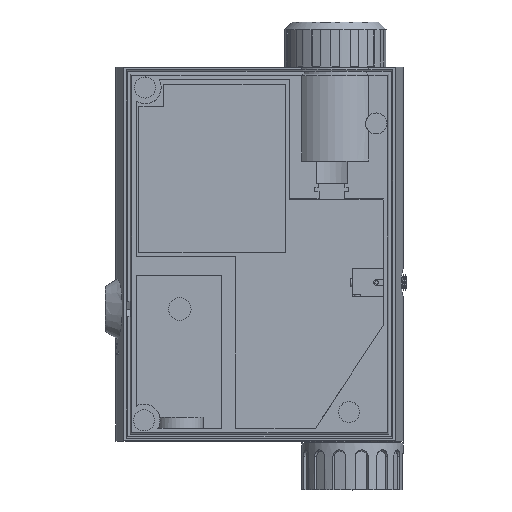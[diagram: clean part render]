
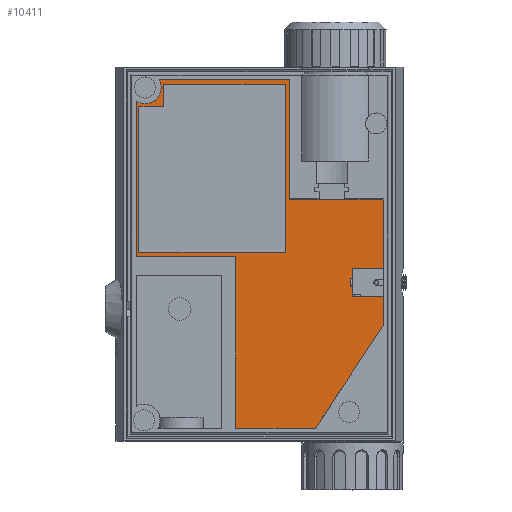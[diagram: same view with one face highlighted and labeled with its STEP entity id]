
A CAD part, top view. The second image highlights one B-rep face of the part: STEP entity #10411.
In plain terms, the highlighted planar face has unit normal (0, 0, 1).
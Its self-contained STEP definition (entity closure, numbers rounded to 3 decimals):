
#623=PLANE('',#11347);
#1153=FACE_OUTER_BOUND('',#1748,.T.);
#1748=EDGE_LOOP('',(#9161,#9162,#9163,#9164,#9165,#9166,#9167,#9168,#9169,
#9170,#9171,#9172,#9173,#9174,#9175,#9176,#9177,#9178));
#2074=CIRCLE('',#11348,4.3);
#3103=LINE('',#21618,#4121);
#3111=LINE('',#21635,#4129);
#3116=LINE('',#21645,#4134);
#3121=LINE('',#21654,#4139);
#3122=LINE('',#21657,#4140);
#3123=LINE('',#21659,#4141);
#3124=LINE('',#21661,#4142);
#3125=LINE('',#21663,#4143);
#3126=LINE('',#21665,#4144);
#3127=LINE('',#21669,#4145);
#3128=LINE('',#21671,#4146);
#3129=LINE('',#21673,#4147);
#3130=LINE('',#21675,#4148);
#3131=LINE('',#21676,#4149);
#3132=LINE('',#21678,#4150);
#3133=LINE('',#21680,#4151);
#3134=LINE('',#21681,#4152);
#4121=VECTOR('',#13792,10.);
#4129=VECTOR('',#13804,10.);
#4134=VECTOR('',#13811,10.);
#4139=VECTOR('',#13818,10.);
#4140=VECTOR('',#13821,10.);
#4141=VECTOR('',#13822,10.);
#4142=VECTOR('',#13823,10.);
#4143=VECTOR('',#13824,10.);
#4144=VECTOR('',#13825,10.);
#4145=VECTOR('',#13828,10.);
#4146=VECTOR('',#13829,10.);
#4147=VECTOR('',#13830,10.);
#4148=VECTOR('',#13831,10.);
#4149=VECTOR('',#13832,10.);
#4150=VECTOR('',#13833,10.);
#4151=VECTOR('',#13834,10.);
#4152=VECTOR('',#13835,10.);
#5140=VERTEX_POINT('',#21612);
#5142=VERTEX_POINT('',#21616);
#5149=VERTEX_POINT('',#21634);
#5152=VERTEX_POINT('',#21642);
#5153=VERTEX_POINT('',#21644);
#5156=VERTEX_POINT('',#21652);
#5157=VERTEX_POINT('',#21656);
#5158=VERTEX_POINT('',#21658);
#5159=VERTEX_POINT('',#21660);
#5160=VERTEX_POINT('',#21662);
#5161=VERTEX_POINT('',#21664);
#5162=VERTEX_POINT('',#21666);
#5163=VERTEX_POINT('',#21668);
#5164=VERTEX_POINT('',#21670);
#5165=VERTEX_POINT('',#21672);
#5166=VERTEX_POINT('',#21674);
#5167=VERTEX_POINT('',#21677);
#5168=VERTEX_POINT('',#21679);
#6534=EDGE_CURVE('',#5140,#5142,#3103,.T.);
#6542=EDGE_CURVE('',#5140,#5149,#3111,.T.);
#6547=EDGE_CURVE('',#5153,#5152,#3116,.T.);
#6552=EDGE_CURVE('',#5156,#5152,#3121,.T.);
#6553=EDGE_CURVE('',#5157,#5156,#3122,.T.);
#6554=EDGE_CURVE('',#5158,#5157,#3123,.T.);
#6555=EDGE_CURVE('',#5159,#5158,#3124,.T.);
#6556=EDGE_CURVE('',#5160,#5159,#3125,.T.);
#6557=EDGE_CURVE('',#5161,#5160,#3126,.T.);
#6558=EDGE_CURVE('',#5162,#5161,#2074,.T.);
#6559=EDGE_CURVE('',#5163,#5162,#3127,.T.);
#6560=EDGE_CURVE('',#5164,#5163,#3128,.T.);
#6561=EDGE_CURVE('',#5165,#5164,#3129,.T.);
#6562=EDGE_CURVE('',#5166,#5165,#3130,.T.);
#6563=EDGE_CURVE('',#5149,#5166,#3131,.T.);
#6564=EDGE_CURVE('',#5167,#5142,#3132,.T.);
#6565=EDGE_CURVE('',#5168,#5167,#3133,.T.);
#6566=EDGE_CURVE('',#5153,#5168,#3134,.T.);
#9161=ORIENTED_EDGE('',*,*,#6547,.T.);
#9162=ORIENTED_EDGE('',*,*,#6552,.F.);
#9163=ORIENTED_EDGE('',*,*,#6553,.F.);
#9164=ORIENTED_EDGE('',*,*,#6554,.F.);
#9165=ORIENTED_EDGE('',*,*,#6555,.F.);
#9166=ORIENTED_EDGE('',*,*,#6556,.F.);
#9167=ORIENTED_EDGE('',*,*,#6557,.F.);
#9168=ORIENTED_EDGE('',*,*,#6558,.F.);
#9169=ORIENTED_EDGE('',*,*,#6559,.F.);
#9170=ORIENTED_EDGE('',*,*,#6560,.F.);
#9171=ORIENTED_EDGE('',*,*,#6561,.F.);
#9172=ORIENTED_EDGE('',*,*,#6562,.F.);
#9173=ORIENTED_EDGE('',*,*,#6563,.F.);
#9174=ORIENTED_EDGE('',*,*,#6542,.F.);
#9175=ORIENTED_EDGE('',*,*,#6534,.T.);
#9176=ORIENTED_EDGE('',*,*,#6564,.F.);
#9177=ORIENTED_EDGE('',*,*,#6565,.F.);
#9178=ORIENTED_EDGE('',*,*,#6566,.F.);
#10411=ADVANCED_FACE('',(#1153),#623,.T.);
#11347=AXIS2_PLACEMENT_3D('',#21655,#13819,#13820);
#11348=AXIS2_PLACEMENT_3D('',#21667,#13826,#13827);
#13792=DIRECTION('',(1.,0.,0.));
#13804=DIRECTION('',(0.,1.,0.));
#13811=DIRECTION('',(1.,0.,0.));
#13818=DIRECTION('',(0.,-1.,0.));
#13819=DIRECTION('center_axis',(0.,0.,1.));
#13820=DIRECTION('ref_axis',(-1.,0.,0.));
#13821=DIRECTION('',(-0.55,-0.835,0.));
#13822=DIRECTION('',(0.,-1.,0.));
#13823=DIRECTION('',(1.,0.,0.));
#13824=DIRECTION('',(0.,-1.,0.));
#13825=DIRECTION('',(1.,0.,0.));
#13826=DIRECTION('center_axis',(0.,0.,1.));
#13827=DIRECTION('ref_axis',(-1.,0.,0.));
#13828=DIRECTION('',(0.,1.,0.));
#13829=DIRECTION('',(-1.,0.,0.));
#13830=DIRECTION('',(0.,1.,0.));
#13831=DIRECTION('',(-1.,0.,0.));
#13832=DIRECTION('',(-0.55,-0.835,0.));
#13833=DIRECTION('',(0.,-1.,0.));
#13834=DIRECTION('',(-0.55,-0.835,0.));
#13835=DIRECTION('',(0.,1.,0.));
#21612=CARTESIAN_POINT('',(18.737,-42.251,3.5));
#21616=CARTESIAN_POINT('',(22.237,-42.251,3.5));
#21618=CARTESIAN_POINT('',(8.902,-42.251,3.5));
#21634=CARTESIAN_POINT('',(18.737,-40.55,3.5));
#21635=CARTESIAN_POINT('',(18.737,-49.75,3.5));
#21642=CARTESIAN_POINT('',(30.737,-42.251,3.5));
#21644=CARTESIAN_POINT('',(27.237,-42.251,3.5));
#21645=CARTESIAN_POINT('',(13.152,-42.251,3.5));
#21652=CARTESIAN_POINT('',(30.737,-22.344,3.5));
#21654=CARTESIAN_POINT('',(30.737,-49.75,3.5));
#21655=CARTESIAN_POINT('Origin',(-0.933,1.111,3.5));
#21656=CARTESIAN_POINT('',(32.9,-19.063,3.5));
#21657=CARTESIAN_POINT('',(32.9,-19.063,3.5));
#21658=CARTESIAN_POINT('',(32.9,14.651,3.5));
#21659=CARTESIAN_POINT('',(32.9,-19.063,3.5));
#21660=CARTESIAN_POINT('',(8.04,14.651,3.5));
#21661=CARTESIAN_POINT('',(22.501,14.651,3.5));
#21662=CARTESIAN_POINT('',(8.04,46.4,3.5));
#21663=CARTESIAN_POINT('',(8.04,14.651,3.5));
#21664=CARTESIAN_POINT('',(-26.701,46.4,3.5));
#21665=CARTESIAN_POINT('',(8.04,46.4,3.5));
#21666=CARTESIAN_POINT('',(-32.75,40.68,3.5));
#21667=CARTESIAN_POINT('Origin',(-30.466,44.323,3.5));
#21668=CARTESIAN_POINT('',(-32.75,-0.65,3.5));
#21669=CARTESIAN_POINT('',(-32.75,46.4,3.5));
#21670=CARTESIAN_POINT('',(-6.351,-0.65,3.5));
#21671=CARTESIAN_POINT('',(-32.75,-0.65,3.5));
#21672=CARTESIAN_POINT('',(-6.351,-46.4,3.5));
#21673=CARTESIAN_POINT('',(-6.351,-46.4,3.5));
#21674=CARTESIAN_POINT('',(14.881,-46.4,3.5));
#21675=CARTESIAN_POINT('',(14.881,-46.4,3.5));
#21676=CARTESIAN_POINT('',(32.9,-19.063,3.5));
#21677=CARTESIAN_POINT('',(22.237,-35.24,3.5));
#21678=CARTESIAN_POINT('',(22.237,-35.24,3.5));
#21679=CARTESIAN_POINT('',(27.237,-27.654,3.5));
#21680=CARTESIAN_POINT('',(32.9,-19.063,3.5));
#21681=CARTESIAN_POINT('',(27.237,-48.25,3.5));
